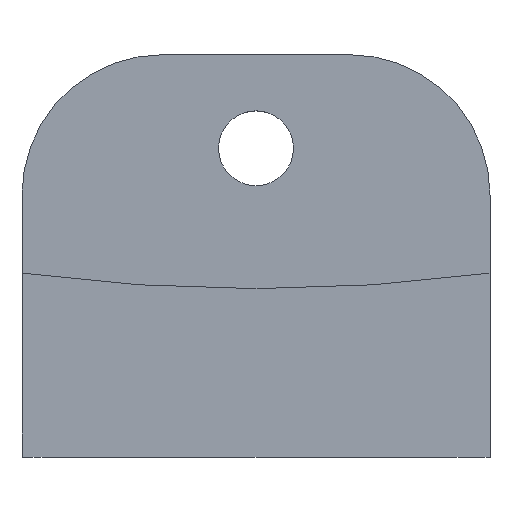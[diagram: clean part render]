
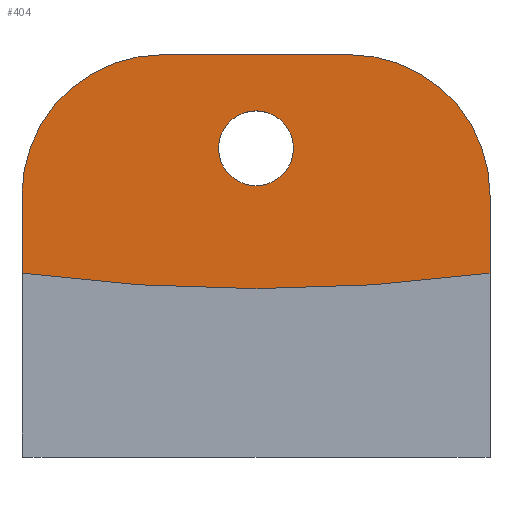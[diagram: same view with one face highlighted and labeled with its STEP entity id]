
A CAD part, top view. The second image highlights one B-rep face of the part: STEP entity #404.
In plain terms, the highlighted planar face has unit normal (0, 0, 1).
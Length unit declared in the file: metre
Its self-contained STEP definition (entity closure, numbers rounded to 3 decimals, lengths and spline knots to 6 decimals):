
#35=LINE('',#635,#75);
#39=LINE('',#643,#79);
#47=LINE('',#661,#87);
#75=VECTOR('',#502,1.);
#79=VECTOR('',#508,1.);
#87=VECTOR('',#518,1.);
#143=ORIENTED_EDGE('',*,*,#247,.F.);
#144=ORIENTED_EDGE('',*,*,#253,.T.);
#145=ORIENTED_EDGE('',*,*,#239,.T.);
#146=ORIENTED_EDGE('',*,*,#254,.F.);
#147=ORIENTED_EDGE('',*,*,#235,.F.);
#148=ORIENTED_EDGE('',*,*,#255,.T.);
#149=ORIENTED_EDGE('',*,*,#231,.F.);
#231=EDGE_CURVE('',#289,#289,#317,.T.);
#235=EDGE_CURVE('',#293,#294,#35,.T.);
#239=EDGE_CURVE('',#297,#298,#39,.T.);
#247=EDGE_CURVE('',#305,#306,#47,.T.);
#253=EDGE_CURVE('',#305,#297,#322,.T.);
#254=EDGE_CURVE('',#294,#298,#323,.F.);
#255=EDGE_CURVE('',#293,#306,#324,.T.);
#289=VERTEX_POINT('',#626);
#293=VERTEX_POINT('',#634);
#294=VERTEX_POINT('',#636);
#297=VERTEX_POINT('',#644);
#298=VERTEX_POINT('',#645);
#305=VERTEX_POINT('',#660);
#306=VERTEX_POINT('',#662);
#317=CIRCLE('',#437,0.0016);
#322=CIRCLE('',#448,0.006);
#323=CIRCLE('',#449,0.076);
#324=CIRCLE('',#450,0.006);
#339=EDGE_LOOP('',(#143,#144,#145,#146,#147,#148));
#340=EDGE_LOOP('',(#149));
#365=FACE_BOUND('',#339,.T.);
#366=FACE_BOUND('',#340,.T.);
#389=PLANE('',#447);
#404=ADVANCED_FACE('',(#365,#366),#389,.T.);
#437=AXIS2_PLACEMENT_3D('',#625,#494,#495);
#447=AXIS2_PLACEMENT_3D('',#670,#531,#532);
#448=AXIS2_PLACEMENT_3D('',#671,#533,#534);
#449=AXIS2_PLACEMENT_3D('',#672,#535,#536);
#450=AXIS2_PLACEMENT_3D('',#673,#537,#538);
#494=DIRECTION('',(0.,0.,1.));
#495=DIRECTION('',(0.,-1.,0.));
#502=DIRECTION('',(0.,-1.,0.));
#508=DIRECTION('',(0.,-1.,0.));
#518=DIRECTION('',(1.,0.,0.));
#531=DIRECTION('',(0.,0.,1.));
#532=DIRECTION('',(0.,-1.,0.));
#533=DIRECTION('',(0.,0.,1.));
#534=DIRECTION('',(0.,-1.,0.));
#535=DIRECTION('',(0.,0.,1.));
#536=DIRECTION('',(0.,-1.,0.));
#537=DIRECTION('',(0.,0.,1.));
#538=DIRECTION('',(0.,-1.,0.));
#625=CARTESIAN_POINT('',(0.,0.0046,0.0033));
#626=CARTESIAN_POINT('',(0.,0.003,0.0033));
#634=CARTESIAN_POINT('',(0.01,0.0026,0.0033));
#635=CARTESIAN_POINT('',(0.01,0.0036,0.0033));
#636=CARTESIAN_POINT('',(0.01,-0.000739,0.0033));
#643=CARTESIAN_POINT('',(-0.01,0.,0.0033));
#644=CARTESIAN_POINT('',(-0.01,0.0026,0.0033));
#645=CARTESIAN_POINT('',(-0.01,-0.000739,0.0033));
#660=CARTESIAN_POINT('',(-0.004,0.0086,0.0033));
#661=CARTESIAN_POINT('',(-0.01677,0.0086,0.0033));
#662=CARTESIAN_POINT('',(0.004,0.0086,0.0033));
#670=CARTESIAN_POINT('',(-0.01677,0.0036,0.0033));
#671=CARTESIAN_POINT('',(-0.004,0.0026,0.0033));
#672=CARTESIAN_POINT('',(0.,0.0746,0.0033));
#673=CARTESIAN_POINT('',(0.004,0.0026,0.0033));
